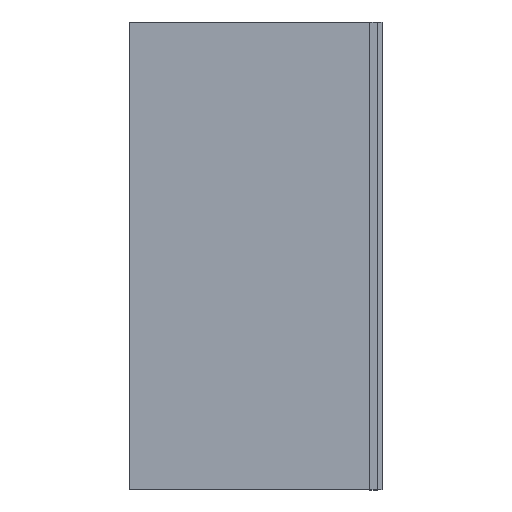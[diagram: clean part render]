
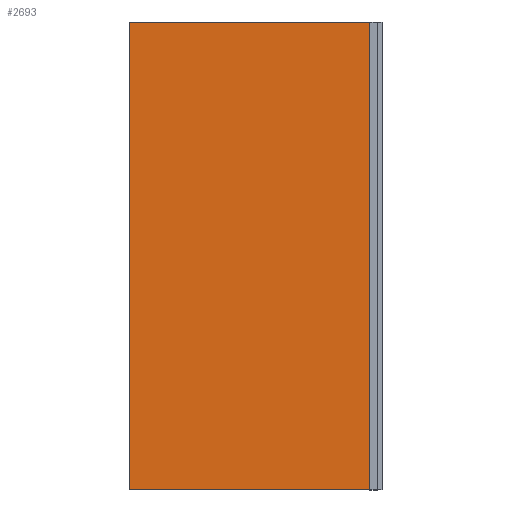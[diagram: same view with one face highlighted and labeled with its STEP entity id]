
A CAD part, top view. The second image highlights one B-rep face of the part: STEP entity #2693.
In plain terms, the highlighted planar face has unit normal (0, 0, 1).
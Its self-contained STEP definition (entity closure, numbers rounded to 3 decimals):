
#2601=CARTESIAN_POINT('',(9.7,-36.95,7.25));
#2602=VERTEX_POINT('',#2601);
#2609=CARTESIAN_POINT('',(-9.75,-36.95,7.25));
#2610=VERTEX_POINT('',#2609);
#2611=CARTESIAN_POINT('',(9.7,-36.95,7.25));
#2612=DIRECTION('',(-1.0,0.0,0.0));
#2613=VECTOR('',#2612,19.45);
#2614=LINE('',#2611,#2613);
#2615=EDGE_CURVE('',#2602,#2610,#2614,.T.);
#2644=CARTESIAN_POINT('',(-9.75,0.95,7.25));
#2645=VERTEX_POINT('',#2644);
#2661=CARTESIAN_POINT('',(-9.75,-36.95,7.25));
#2662=DIRECTION('',(0.0,1.0,0.0));
#2663=VECTOR('',#2662,37.9);
#2664=LINE('',#2661,#2663);
#2665=EDGE_CURVE('',#2610,#2645,#2664,.T.);
#2670=CARTESIAN_POINT('',(-0.025,0.95,7.25));
#2671=DIRECTION('',(0.0,0.0,1.0));
#2672=DIRECTION('',(0.0,-1.0,0.0));
#2673=AXIS2_PLACEMENT_3D('',#2670,#2671,#2672);
#2674=PLANE('',#2673);
#2675=CARTESIAN_POINT('',(9.7,0.95,7.25));
#2676=VERTEX_POINT('',#2675);
#2677=CARTESIAN_POINT('',(-9.75,0.95,7.25));
#2678=DIRECTION('',(1.0,0.0,0.0));
#2679=VECTOR('',#2678,19.45);
#2680=LINE('',#2677,#2679);
#2681=EDGE_CURVE('',#2645,#2676,#2680,.T.);
#2682=ORIENTED_EDGE('',*,*,#2681,.F.);
#2683=ORIENTED_EDGE('',*,*,#2665,.F.);
#2684=ORIENTED_EDGE('',*,*,#2615,.F.);
#2685=CARTESIAN_POINT('',(9.7,0.95,7.25));
#2686=DIRECTION('',(0.0,-1.0,0.0));
#2687=VECTOR('',#2686,37.9);
#2688=LINE('',#2685,#2687);
#2689=EDGE_CURVE('',#2676,#2602,#2688,.T.);
#2690=ORIENTED_EDGE('',*,*,#2689,.F.);
#2691=EDGE_LOOP('',(#2682,#2683,#2684,#2690));
#2692=FACE_OUTER_BOUND('',#2691,.T.);
#2693=ADVANCED_FACE('',(#2692),#2674,.T.);
